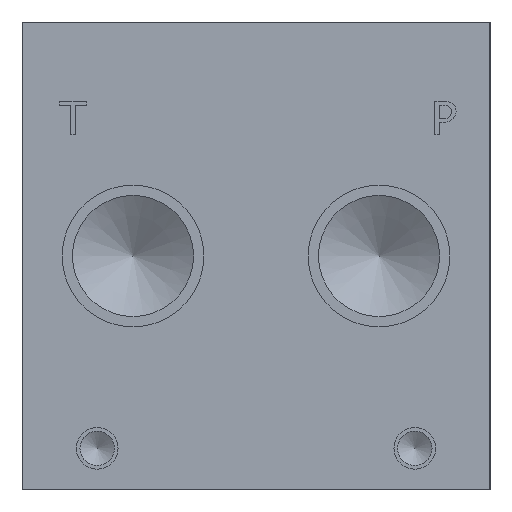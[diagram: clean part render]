
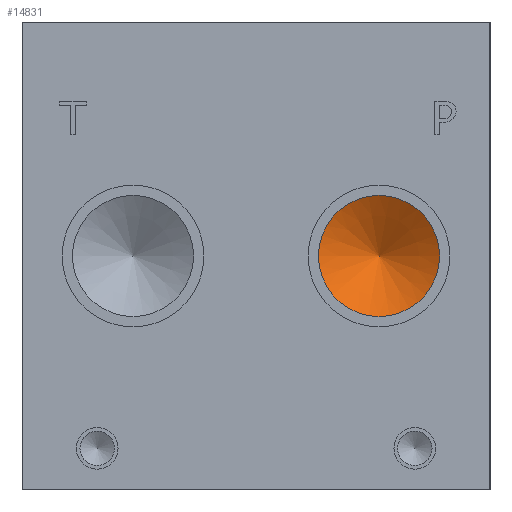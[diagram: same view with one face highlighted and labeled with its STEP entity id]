
A CAD part, left-side view. The second image highlights one B-rep face of the part: STEP entity #14831.
In plain terms, the highlighted conical face has half-angle 60 degrees and reference radius 5.753 mm.
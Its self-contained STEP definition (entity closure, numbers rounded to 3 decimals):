
#103=CONICAL_SURFACE('',#15500,5.753,1.047);
#396=CIRCLE('',#15501,11.506);
#397=CIRCLE('',#15502,11.506);
#1754=FACE_OUTER_BOUND('',#2606,.T.);
#2606=EDGE_LOOP('',(#12451,#12452,#12453,#12454));
#4087=LINE('',#24897,#5480);
#5480=VECTOR('',#18181,5.753);
#6752=VERTEX_POINT('',#24893);
#6753=VERTEX_POINT('',#24894);
#6754=VERTEX_POINT('',#24896);
#8734=EDGE_CURVE('',#6752,#6753,#396,.T.);
#8735=EDGE_CURVE('',#6753,#6754,#4087,.T.);
#8736=EDGE_CURVE('',#6753,#6752,#397,.T.);
#12451=ORIENTED_EDGE('',*,*,#8734,.T.);
#12452=ORIENTED_EDGE('',*,*,#8735,.T.);
#12453=ORIENTED_EDGE('',*,*,#8735,.F.);
#12454=ORIENTED_EDGE('',*,*,#8736,.T.);
#14831=ADVANCED_FACE('',(#1754),#103,.F.);
#15500=AXIS2_PLACEMENT_3D('',#24892,#18177,#18178);
#15501=AXIS2_PLACEMENT_3D('',#24895,#18179,#18180);
#15502=AXIS2_PLACEMENT_3D('',#24898,#18182,#18183);
#18177=DIRECTION('center_axis',(-1.,0.,0.));
#18178=DIRECTION('ref_axis',(0.,1.,0.));
#18179=DIRECTION('center_axis',(-1.,0.,0.));
#18180=DIRECTION('ref_axis',(0.,1.,0.));
#18181=DIRECTION('',(0.5,0.866,0.));
#18182=DIRECTION('center_axis',(-1.,0.,0.));
#18183=DIRECTION('ref_axis',(0.,1.,0.));
#24892=CARTESIAN_POINT('Origin',(19.835,21.082,44.45));
#24893=CARTESIAN_POINT('',(16.514,32.588,44.45));
#24894=CARTESIAN_POINT('',(16.514,9.576,44.45));
#24895=CARTESIAN_POINT('Origin',(16.514,21.082,44.45));
#24896=CARTESIAN_POINT('',(23.157,21.082,44.45));
#24897=CARTESIAN_POINT('',(19.835,15.329,44.45));
#24898=CARTESIAN_POINT('Origin',(16.514,21.082,44.45));
